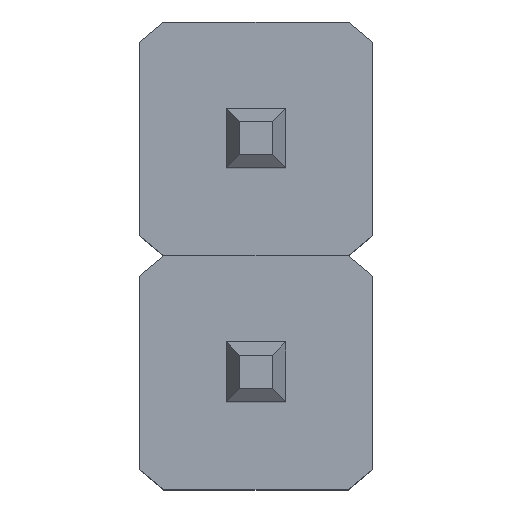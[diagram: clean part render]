
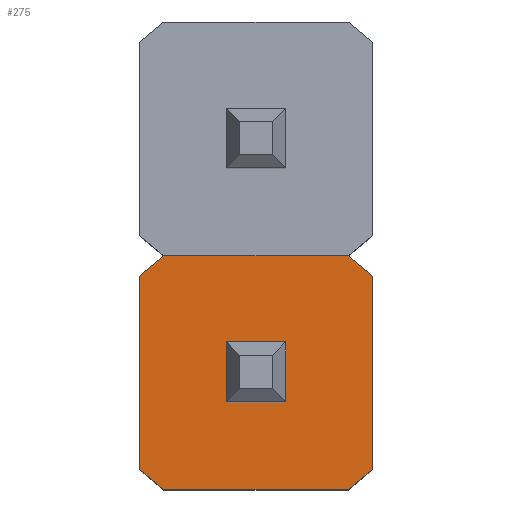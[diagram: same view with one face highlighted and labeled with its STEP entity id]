
A CAD part, top view. The second image highlights one B-rep face of the part: STEP entity #275.
In plain terms, the highlighted planar face has unit normal (0, 0, 1).
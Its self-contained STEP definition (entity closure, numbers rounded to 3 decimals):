
#8 = VECTOR ( 'NONE', #412, 1000. ) ;
#31 = VECTOR ( 'NONE', #445, 1000. ) ;
#36 = EDGE_CURVE ( 'NONE', #367, #544, #1116, .T. ) ;
#37 = VERTEX_POINT ( 'NONE', #126 ) ;
#70 = LINE ( 'NONE', #422, #31 ) ;
#77 = EDGE_CURVE ( 'NONE', #758, #839, #643, .T. ) ;
#103 = ORIENTED_EDGE ( 'NONE', *, *, #414, .F. ) ;
#110 = ORIENTED_EDGE ( 'NONE', *, *, #36, .F. ) ;
#126 = CARTESIAN_POINT ( 'NONE',  ( 1.27, 1.05, 5.54 ) ) ;
#149 = DIRECTION ( 'NONE',  ( -0.775, -0.632, 0. ) ) ;
#153 = CARTESIAN_POINT ( 'NONE',  ( -1., 1.27, 5.54 ) ) ;
#164 = LINE ( 'NONE', #554, #763 ) ;
#178 = LINE ( 'NONE', #978, #1210 ) ;
#193 = ORIENTED_EDGE ( 'NONE', *, *, #769, .F. ) ;
#198 = VERTEX_POINT ( 'NONE', #333 ) ;
#210 = ORIENTED_EDGE ( 'NONE', *, *, #910, .F. ) ;
#250 = ORIENTED_EDGE ( 'NONE', *, *, #540, .F. ) ;
#269 = DIRECTION ( 'NONE',  ( -1., 0., 0. ) ) ;
#275 = ADVANCED_FACE ( 'NONE', ( #785, #696 ), #599, .T. ) ;
#296 = CARTESIAN_POINT ( 'NONE',  ( -1.27, -1.05, 5.54 ) ) ;
#301 = DIRECTION ( 'NONE',  ( 0., 0., 1. ) ) ;
#327 = CARTESIAN_POINT ( 'NONE',  ( 1., -1.27, 5.54 ) ) ;
#333 = CARTESIAN_POINT ( 'NONE',  ( -1., 1.27, 5.54 ) ) ;
#343 = DIRECTION ( 'NONE',  ( 1., 0., 0. ) ) ;
#359 = CARTESIAN_POINT ( 'NONE',  ( -1.27, 1.05, 5.54 ) ) ;
#367 = VERTEX_POINT ( 'NONE', #1034 ) ;
#369 = VECTOR ( 'NONE', #1011, 1000. ) ;
#401 = VECTOR ( 'NONE', #1151, 1000. ) ;
#412 = DIRECTION ( 'NONE',  ( -0.775, 0.632, 0. ) ) ;
#414 = EDGE_CURVE ( 'NONE', #1028, #1126, #178, .T. ) ;
#422 = CARTESIAN_POINT ( 'NONE',  ( 1.27, -1.05, 5.54 ) ) ;
#423 = ORIENTED_EDGE ( 'NONE', *, *, #883, .F. ) ;
#427 = LINE ( 'NONE', #709, #1160 ) ;
#436 = CARTESIAN_POINT ( 'NONE',  ( 1., 1.27, 5.54 ) ) ;
#440 = VECTOR ( 'NONE', #553, 1000. ) ;
#441 = LINE ( 'NONE', #153, #921 ) ;
#445 = DIRECTION ( 'NONE',  ( 0., -1., 0. ) ) ;
#451 = EDGE_CURVE ( 'NONE', #544, #1028, #782, .T. ) ;
#458 = VECTOR ( 'NONE', #523, 1000. ) ;
#486 = AXIS2_PLACEMENT_3D ( 'NONE', #918, #301, #514 ) ;
#491 = ORIENTED_EDGE ( 'NONE', *, *, #561, .F. ) ;
#508 = ORIENTED_EDGE ( 'NONE', *, *, #1009, .F. ) ;
#514 = DIRECTION ( 'NONE',  ( 1., 0., 0. ) ) ;
#523 = DIRECTION ( 'NONE',  ( 0., 1., 0. ) ) ;
#527 = CARTESIAN_POINT ( 'NONE',  ( 1.27, 1.05, 5.54 ) ) ;
#531 = CARTESIAN_POINT ( 'NONE',  ( 0.325, 0.325, 5.54 ) ) ;
#533 = CARTESIAN_POINT ( 'NONE',  ( 1.27, -1.05, 5.54 ) ) ;
#540 = EDGE_CURVE ( 'NONE', #568, #758, #842, .T. ) ;
#544 = VERTEX_POINT ( 'NONE', #531 ) ;
#553 = DIRECTION ( 'NONE',  ( -1., 0., 0. ) ) ;
#554 = CARTESIAN_POINT ( 'NONE',  ( -0.325, -0.325, 5.54 ) ) ;
#561 = EDGE_CURVE ( 'NONE', #1110, #198, #441, .T. ) ;
#568 = VERTEX_POINT ( 'NONE', #327 ) ;
#575 = VECTOR ( 'NONE', #343, 1000. ) ;
#599 = PLANE ( 'NONE',  #486 ) ;
#635 = LINE ( 'NONE', #527, #401 ) ;
#643 = LINE ( 'NONE', #1248, #8 ) ;
#650 = LINE ( 'NONE', #735, #575 ) ;
#696 = FACE_BOUND ( 'NONE', #1134, .T. ) ;
#709 = CARTESIAN_POINT ( 'NONE',  ( 1., -1.27, 5.54 ) ) ;
#735 = CARTESIAN_POINT ( 'NONE',  ( 1., 1.27, 5.54 ) ) ;
#753 = ORIENTED_EDGE ( 'NONE', *, *, #77, .F. ) ;
#758 = VERTEX_POINT ( 'NONE', #1270 ) ;
#763 = VECTOR ( 'NONE', #1181, 1000. ) ;
#767 = CARTESIAN_POINT ( 'NONE',  ( -0.325, 0.325, 5.54 ) ) ;
#769 = EDGE_CURVE ( 'NONE', #1126, #367, #164, .T. ) ;
#782 = LINE ( 'NONE', #767, #1026 ) ;
#785 = FACE_OUTER_BOUND ( 'NONE', #1202, .T. ) ;
#839 = VERTEX_POINT ( 'NONE', #296 ) ;
#842 = LINE ( 'NONE', #931, #440 ) ;
#883 = EDGE_CURVE ( 'NONE', #839, #1110, #915, .T. ) ;
#910 = EDGE_CURVE ( 'NONE', #968, #568, #427, .T. ) ;
#915 = LINE ( 'NONE', #932, #458 ) ;
#918 = CARTESIAN_POINT ( 'NONE',  ( 0., 0., 5.54 ) ) ;
#921 = VECTOR ( 'NONE', #1055, 1000. ) ;
#931 = CARTESIAN_POINT ( 'NONE',  ( -1., -1.27, 5.54 ) ) ;
#932 = CARTESIAN_POINT ( 'NONE',  ( -1.27, 1.05, 5.54 ) ) ;
#957 = CARTESIAN_POINT ( 'NONE',  ( -0.325, -0.325, 5.54 ) ) ;
#968 = VERTEX_POINT ( 'NONE', #533 ) ;
#978 = CARTESIAN_POINT ( 'NONE',  ( -0.325, 0.325, 5.54 ) ) ;
#1000 = ORIENTED_EDGE ( 'NONE', *, *, #451, .F. ) ;
#1007 = VERTEX_POINT ( 'NONE', #436 ) ;
#1009 = EDGE_CURVE ( 'NONE', #198, #1007, #650, .T. ) ;
#1011 = DIRECTION ( 'NONE',  ( 0., 1., 0. ) ) ;
#1018 = EDGE_CURVE ( 'NONE', #37, #968, #70, .T. ) ;
#1020 = CARTESIAN_POINT ( 'NONE',  ( 0.325, 0.325, 5.54 ) ) ;
#1026 = VECTOR ( 'NONE', #269, 1000. ) ;
#1028 = VERTEX_POINT ( 'NONE', #1143 ) ;
#1034 = CARTESIAN_POINT ( 'NONE',  ( 0.325, -0.325, 5.54 ) ) ;
#1054 = ORIENTED_EDGE ( 'NONE', *, *, #1056, .F. ) ;
#1055 = DIRECTION ( 'NONE',  ( 0.775, 0.632, 0. ) ) ;
#1056 = EDGE_CURVE ( 'NONE', #1007, #37, #635, .T. ) ;
#1110 = VERTEX_POINT ( 'NONE', #359 ) ;
#1116 = LINE ( 'NONE', #1020, #369 ) ;
#1126 = VERTEX_POINT ( 'NONE', #957 ) ;
#1134 = EDGE_LOOP ( 'NONE', ( #103, #1000, #110, #193 ) ) ;
#1143 = CARTESIAN_POINT ( 'NONE',  ( -0.325, 0.325, 5.54 ) ) ;
#1151 = DIRECTION ( 'NONE',  ( 0.775, -0.632, 0. ) ) ;
#1160 = VECTOR ( 'NONE', #149, 1000. ) ;
#1181 = DIRECTION ( 'NONE',  ( 1., 0., 0. ) ) ;
#1198 = ORIENTED_EDGE ( 'NONE', *, *, #1018, .F. ) ;
#1202 = EDGE_LOOP ( 'NONE', ( #1054, #508, #491, #423, #753, #250, #210, #1198 ) ) ;
#1210 = VECTOR ( 'NONE', #1269, 1000. ) ;
#1248 = CARTESIAN_POINT ( 'NONE',  ( -1.27, -1.05, 5.54 ) ) ;
#1269 = DIRECTION ( 'NONE',  ( 0., -1., 0. ) ) ;
#1270 = CARTESIAN_POINT ( 'NONE',  ( -1., -1.27, 5.54 ) ) ;
